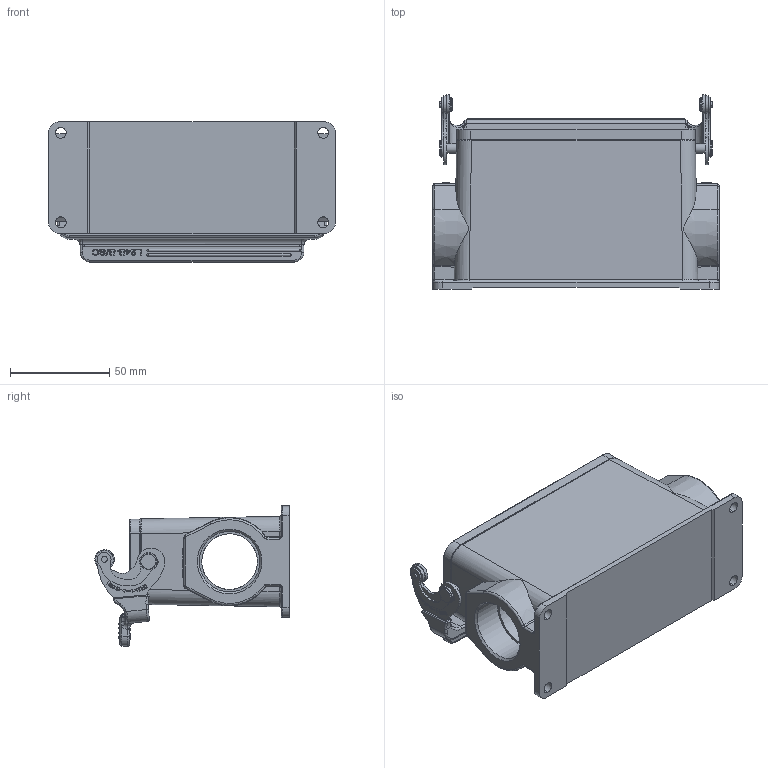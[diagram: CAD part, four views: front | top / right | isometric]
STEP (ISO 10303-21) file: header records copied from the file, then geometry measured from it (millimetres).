
FILE_DESCRIPTION(/* description */ (''),/* implementation_level */ '2;1');
FILE_NAME(/* name */ '3D_1240242215024_HV24B-SFH-1L_SC-2M32_V1.1.stp',/* time_stamp */ '2024-01-11T09:48:20+08:00',/* author */ (''),/* organization */ (''),/* preprocessor_version */ 'ST-DEVELOPER v18.1',/* originating_system */ 'SIEMENS PLM Software NX 1980',/* authorisation */ '');
FILE_SCHEMA (('AUTOMOTIVE_DESIGN { 1 0 10303 214 3 1 1 1 }'));
Length unit declared in the file: millimetre
Products named in the file (1): 145933408BBA2o33
Bounding box: 144 x 97.77 x 70.48 mm (x, y, z)
Volume: 196936.7 mm3; surface area: 81294.5 mm2
Topology: 1 solids, 17 shells, 1228 faces, 3299 edges, 2172 vertices
Faces by surface type: plane 541, cylinder 505, torus 64, cone 38, extrusion 35, bspline 31, sphere 14
Full cylindrical faces by diameter (mm): 28 x2, 30.5 x2
Entity records: 42484 total; most frequent: CARTESIAN_POINT 13703, ORIENTED_EDGE 6548, DIRECTION 5079, EDGE_CURVE 3274, VERTEX_POINT 2171, AXIS2_PLACEMENT_3D 1867, EDGE_LOOP 1351, VECTOR 1345
